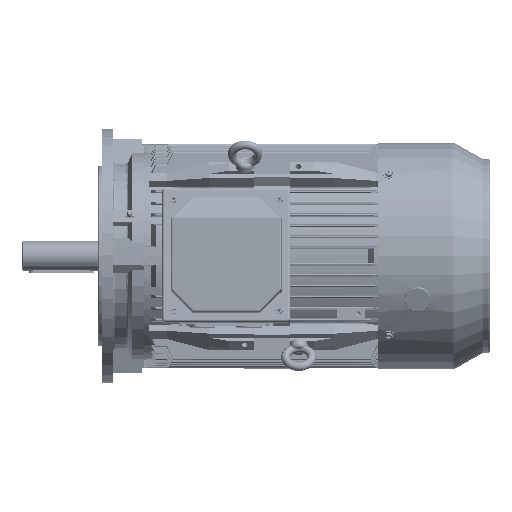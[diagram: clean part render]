
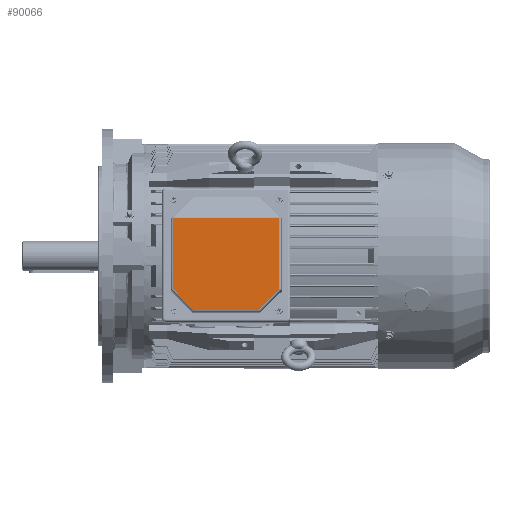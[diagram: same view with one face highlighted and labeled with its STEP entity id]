
A CAD part, top view. The second image highlights one B-rep face of the part: STEP entity #90066.
In plain terms, the highlighted face is planar.
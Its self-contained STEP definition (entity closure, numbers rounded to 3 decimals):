
#89996 = VERTEX_POINT ( 'NONE', #104883 ) ;
#89999 = ORIENTED_EDGE ( 'NONE', *, *, #90002, .T. ) ;
#90002 = EDGE_CURVE ( 'NONE', #89996, #90005, #104860, .T. ) ;
#90005 = VERTEX_POINT ( 'NONE', #105056 ) ;
#90015 = ORIENTED_EDGE ( 'NONE', *, *, #90019, .T. ) ;
#90019 = EDGE_CURVE ( 'NONE', #90005, #90081, #105030, .T. ) ;
#90066 = ADVANCED_FACE ( 'NONE', ( #105096 ), #105108, .F. ) ;
#90069 = EDGE_LOOP ( 'NONE', ( #90075, #90168, #90179, #90189, #89999, #90015 ) ) ;
#90075 = ORIENTED_EDGE ( 'NONE', *, *, #90078, .T. ) ;
#90078 = EDGE_CURVE ( 'NONE', #90081, #90083, #105087, .T. ) ;
#90081 = VERTEX_POINT ( 'NONE', #105064 ) ;
#90083 = VERTEX_POINT ( 'NONE', #105062 ) ;
#90168 = ORIENTED_EDGE ( 'NONE', *, *, #90174, .T. ) ;
#90174 = EDGE_CURVE ( 'NONE', #90083, #90175, #105428, .T. ) ;
#90175 = VERTEX_POINT ( 'NONE', #105419 ) ;
#90179 = ORIENTED_EDGE ( 'NONE', *, *, #90183, .T. ) ;
#90183 = EDGE_CURVE ( 'NONE', #90175, #90186, #105409, .T. ) ;
#90186 = VERTEX_POINT ( 'NONE', #105402 ) ;
#90189 = ORIENTED_EDGE ( 'NONE', *, *, #90197, .T. ) ;
#90197 = EDGE_CURVE ( 'NONE', #90186, #89996, #105577, .T. ) ;
#100624 = DIRECTION ( 'NONE',  ( 0., -1., 0. ) ) ;
#101468 = VECTOR ( 'NONE', #100624, 1000. ) ;
#101471 = CARTESIAN_POINT ( 'NONE',  ( 79.021, 76.5, -11.908 ) ) ;
#104860 = LINE ( 'NONE', #101471, #101468 ) ;
#104883 = CARTESIAN_POINT ( 'NONE',  ( 79.021, 45.257, -11.908 ) ) ;
#105023 = DIRECTION ( 'NONE',  ( -0.702, -0.702, -0.124 ) ) ;
#105026 = VECTOR ( 'NONE', #105023, 1000. ) ;
#105028 = CARTESIAN_POINT ( 'NONE',  ( 49.668, -74.611, -17.084 ) ) ;
#105030 = LINE ( 'NONE', #105028, #105026 ) ;
#105056 = CARTESIAN_POINT ( 'NONE',  ( 79.021, -45.257, -11.908 ) ) ;
#105062 = CARTESIAN_POINT ( 'NONE',  ( -45.825, -73.5, -33.922 ) ) ;
#105064 = CARTESIAN_POINT ( 'NONE',  ( 50.778, -73.5, -16.888 ) ) ;
#105066 = DIRECTION ( 'NONE',  ( -0.985, 0., -0.174 ) ) ;
#105068 = VECTOR ( 'NONE', #105066, 1000. ) ;
#105070 = CARTESIAN_POINT ( 'NONE',  ( 81.5, -73.5, -11.471 ) ) ;
#105080 = DIRECTION ( 'NONE',  ( 0.985, 0., 0.174 ) ) ;
#105083 = DIRECTION ( 'NONE',  ( -0.174, 0., 0.985 ) ) ;
#105086 = CARTESIAN_POINT ( 'NONE',  ( 81.5, 76.5, -11.471 ) ) ;
#105087 = LINE ( 'NONE', #105070, #105068 ) ;
#105094 = AXIS2_PLACEMENT_3D ( 'NONE', #105086, #105083, #105080 ) ;
#105096 = FACE_OUTER_BOUND ( 'NONE', #90069, .T. ) ;
#105108 = PLANE ( 'NONE',  #105094 ) ;
#105402 = CARTESIAN_POINT ( 'NONE',  ( 50.778, 73.5, -16.888 ) ) ;
#105404 = DIRECTION ( 'NONE',  ( 0.985, 0., 0.174 ) ) ;
#105406 = VECTOR ( 'NONE', #105404, 1000. ) ;
#105407 = CARTESIAN_POINT ( 'NONE',  ( 51.5, 73.5, -16.761 ) ) ;
#105409 = LINE ( 'NONE', #105407, #105406 ) ;
#105419 = CARTESIAN_POINT ( 'NONE',  ( -45.825, 73.5, -33.922 ) ) ;
#105423 = DIRECTION ( 'NONE',  ( 0., 1., 0. ) ) ;
#105424 = VECTOR ( 'NONE', #105423, 1000. ) ;
#105426 = CARTESIAN_POINT ( 'NONE',  ( -45.825, 74.5, -33.922 ) ) ;
#105428 = LINE ( 'NONE', #105426, #105424 ) ;
#105571 = DIRECTION ( 'NONE',  ( 0.702, -0.702, 0.124 ) ) ;
#105573 = VECTOR ( 'NONE', #105571, 1000. ) ;
#105575 = CARTESIAN_POINT ( 'NONE',  ( 79.668, 44.611, -11.794 ) ) ;
#105577 = LINE ( 'NONE', #105575, #105573 ) ;
